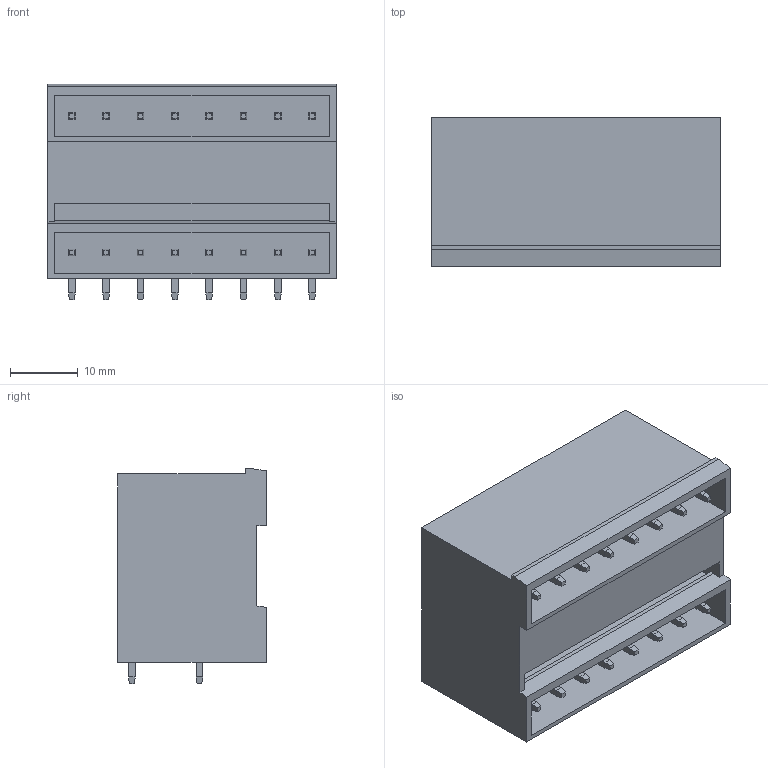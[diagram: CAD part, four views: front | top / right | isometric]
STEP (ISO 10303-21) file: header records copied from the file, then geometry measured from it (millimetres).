
FILE_DESCRIPTION(('CATIA V5 STEP Exchange','CAx-IF Rec.Pracs.--- Model Styling and Organization---1.2---2011-12-15'),'2;1');
FILE_NAME ('D1453105_0_1601850000_1601850000.stp','2018-11-03T04:23:19+00:00',('none'),('Weidmueller'),'CATIA Version 5-6 Release 2014','CATIA V5 STEP AP214','none');
FILE_SCHEMA(('AUTOMOTIVE_DESIGN { 1 0 10303 214 1 1 1 1 }'));
Length unit declared in the file: millimetre
Products named in the file (1): 1601850000
Bounding box: 42.64 x 22 x 31.88 mm (x, y, z)
Volume: 12947.9 mm3; surface area: 13270.8 mm2
Topology: 17 solids, 17 shells, 386 faces, 922 edges, 572 vertices
Faces by surface type: plane 386
Entity records: 9526 total; most frequent: ORIENTED_EDGE 1844, CARTESIAN_POINT 1772, DIRECTION 1092, EDGE_CURVE 922, VECTOR 794, LINE 794, VERTEX_POINT 572, EDGE_LOOP 420
